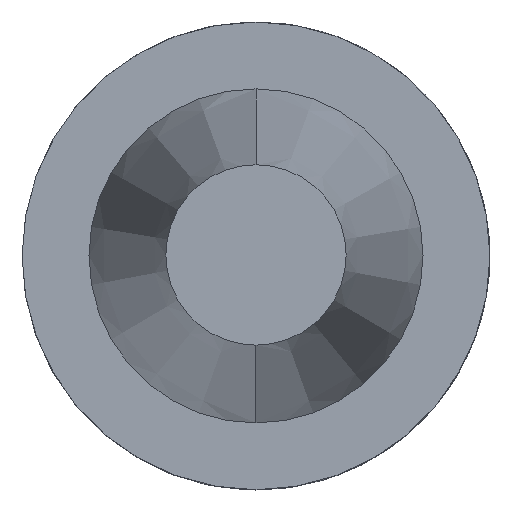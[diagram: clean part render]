
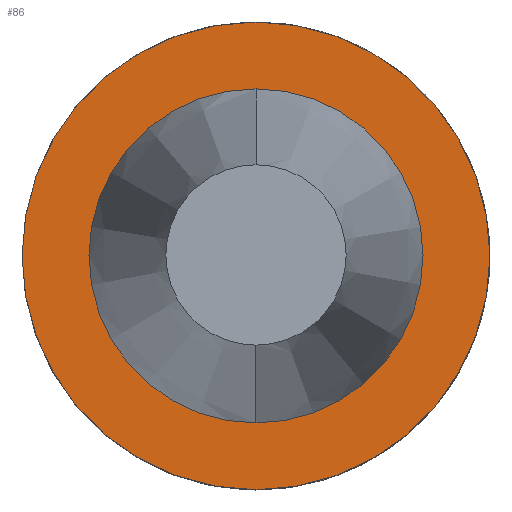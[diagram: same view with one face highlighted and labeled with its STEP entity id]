
A CAD part, top view. The second image highlights one B-rep face of the part: STEP entity #86.
In plain terms, the highlighted planar face has unit normal (0, 0, 1).
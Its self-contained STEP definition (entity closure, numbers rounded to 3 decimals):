
#86=ADVANCED_FACE('',(#118,#119),#111,.F.);
#111=PLANE('',#377);
#118=FACE_BOUND('',#144,.T.);
#119=FACE_BOUND('',#145,.T.);
#144=EDGE_LOOP('',(#182));
#145=EDGE_LOOP('',(#183,#184));
#182=ORIENTED_EDGE('',*,*,#283,.T.);
#183=ORIENTED_EDGE('',*,*,#284,.T.);
#184=ORIENTED_EDGE('',*,*,#285,.T.);
#256=VERTEX_POINT('',#557);
#257=VERTEX_POINT('',#559);
#258=VERTEX_POINT('',#560);
#283=EDGE_CURVE('',#256,#256,#320,.T.);
#284=EDGE_CURVE('',#257,#258,#321,.T.);
#285=EDGE_CURVE('',#258,#257,#322,.T.);
#320=CIRCLE('',#374,31.775);
#321=CIRCLE('',#375,22.692);
#322=CIRCLE('',#376,22.692);
#374=AXIS2_PLACEMENT_3D('',#556,#436,#437);
#375=AXIS2_PLACEMENT_3D('',#558,#438,#439);
#376=AXIS2_PLACEMENT_3D('',#561,#440,#441);
#377=AXIS2_PLACEMENT_3D('',#562,#442,#443);
#436=DIRECTION('',(0.,0.,1.));
#437=DIRECTION('',(-1.,0.,0.));
#438=DIRECTION('',(0.,0.,-1.));
#439=DIRECTION('',(-1.,0.,0.));
#440=DIRECTION('',(0.,0.,-1.));
#441=DIRECTION('',(-1.,0.,0.));
#442=DIRECTION('',(0.,0.,-1.));
#443=DIRECTION('',(0.,1.,0.));
#556=CARTESIAN_POINT('',(0.,0.,-3.2));
#557=CARTESIAN_POINT('',(-31.775,0.,-3.2));
#558=CARTESIAN_POINT('',(0.,0.,-3.2));
#559=CARTESIAN_POINT('',(0.,22.692,-3.2));
#560=CARTESIAN_POINT('',(0.,-22.692,-3.2));
#561=CARTESIAN_POINT('',(0.,0.,-3.2));
#562=CARTESIAN_POINT('',(0.,0.,-3.2));
